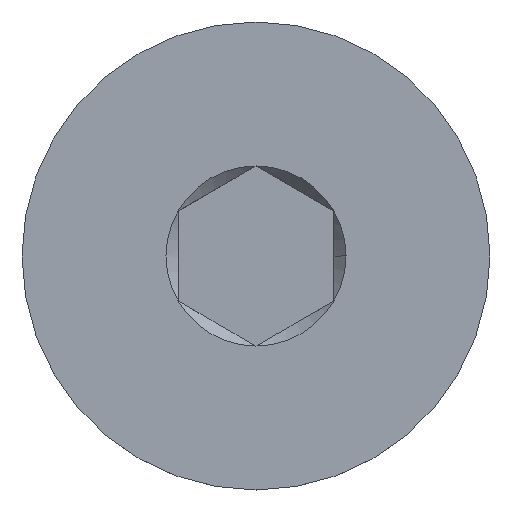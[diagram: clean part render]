
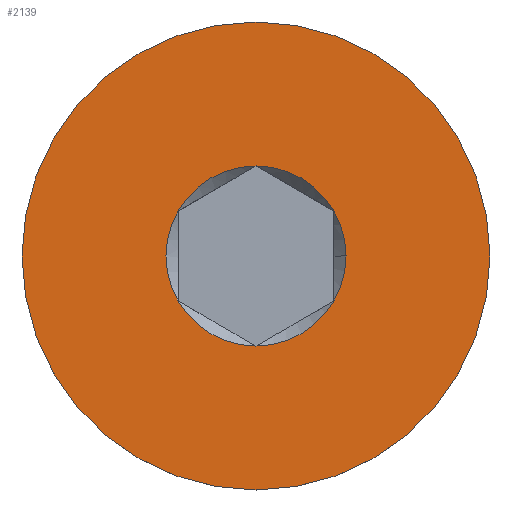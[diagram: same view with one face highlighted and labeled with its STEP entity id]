
A CAD part, top view. The second image highlights one B-rep face of the part: STEP entity #2139.
In plain terms, the highlighted planar face has unit normal (0, 0, 1).
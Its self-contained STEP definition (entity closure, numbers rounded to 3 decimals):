
#38 = AXIS2_PLACEMENT_3D ( 'NONE', #2925, #3750, #4475 ) ;
#127 = VERTEX_POINT ( 'NONE', #4013 ) ;
#128 = EDGE_CURVE ( 'NONE', #2525, #2292, #4786, .T. ) ;
#278 = CARTESIAN_POINT ( 'NONE',  ( 0., -6., 10. ) ) ;
#380 = CARTESIAN_POINT ( 'NONE',  ( 0., 2.309, 10. ) ) ;
#451 = DIRECTION ( 'NONE',  ( 1., 0., 0. ) ) ;
#490 = CARTESIAN_POINT ( 'NONE',  ( 0., -2.309, 10. ) ) ;
#497 = DIRECTION ( 'NONE',  ( 0., 0., 1. ) ) ;
#619 = AXIS2_PLACEMENT_3D ( 'NONE', #4091, #2290, #4489 ) ;
#642 = CIRCLE ( 'NONE', #1357, 2.309 ) ;
#679 = DIRECTION ( 'NONE',  ( 0., 0., 1. ) ) ;
#741 = AXIS2_PLACEMENT_3D ( 'NONE', #1797, #679, #1058 ) ;
#743 = ORIENTED_EDGE ( 'NONE', *, *, #4412, .F. ) ;
#760 = CIRCLE ( 'NONE', #2393, 6. ) ;
#777 = AXIS2_PLACEMENT_3D ( 'NONE', #1293, #2413, #3898 ) ;
#827 = EDGE_LOOP ( 'NONE', ( #3988, #1655, #2913, #743, #4214, #1921, #4381 ) ) ;
#835 = CARTESIAN_POINT ( 'NONE',  ( 0., 0., 10. ) ) ;
#881 = ORIENTED_EDGE ( 'NONE', *, *, #1599, .F. ) ;
#910 = EDGE_CURVE ( 'NONE', #1222, #1832, #4268, .T. ) ;
#921 = DIRECTION ( 'NONE',  ( 1., 0., 0. ) ) ;
#973 = CARTESIAN_POINT ( 'NONE',  ( -2., -1.155, 10. ) ) ;
#1024 = EDGE_CURVE ( 'NONE', #4689, #2354, #2703, .T. ) ;
#1049 = ORIENTED_EDGE ( 'NONE', *, *, #4324, .F. ) ;
#1058 = DIRECTION ( 'NONE',  ( 1., 0., 0. ) ) ;
#1175 = CIRCLE ( 'NONE', #4222, 2.309 ) ;
#1222 = VERTEX_POINT ( 'NONE', #4296 ) ;
#1293 = CARTESIAN_POINT ( 'NONE',  ( 0., 0., 10. ) ) ;
#1357 = AXIS2_PLACEMENT_3D ( 'NONE', #3511, #497, #921 ) ;
#1416 = VERTEX_POINT ( 'NONE', #278 ) ;
#1433 = CARTESIAN_POINT ( 'NONE',  ( -2., 1.155, 10. ) ) ;
#1506 = DIRECTION ( 'NONE',  ( 0., 0., 1. ) ) ;
#1563 = CARTESIAN_POINT ( 'NONE',  ( 0., 0., 10. ) ) ;
#1599 = EDGE_CURVE ( 'NONE', #127, #1416, #3851, .T. ) ;
#1655 = ORIENTED_EDGE ( 'NONE', *, *, #3562, .F. ) ;
#1797 = CARTESIAN_POINT ( 'NONE',  ( 0., 0., 10. ) ) ;
#1832 = VERTEX_POINT ( 'NONE', #3950 ) ;
#1841 = CARTESIAN_POINT ( 'NONE',  ( 0., 0., 10. ) ) ;
#1921 = ORIENTED_EDGE ( 'NONE', *, *, #2108, .F. ) ;
#2056 = CIRCLE ( 'NONE', #38, 2.309 ) ;
#2108 = EDGE_CURVE ( 'NONE', #2752, #4689, #2056, .T. ) ;
#2139 = ADVANCED_FACE ( 'NONE', ( #2285, #3737 ), #3021, .T. ) ;
#2246 = DIRECTION ( 'NONE',  ( 0., 0., -1. ) ) ;
#2285 = FACE_BOUND ( 'NONE', #827, .T. ) ;
#2290 = DIRECTION ( 'NONE',  ( 0., 0., 1. ) ) ;
#2292 = VERTEX_POINT ( 'NONE', #380 ) ;
#2332 = DIRECTION ( 'NONE',  ( 0., 1., 0. ) ) ;
#2354 = VERTEX_POINT ( 'NONE', #490 ) ;
#2393 = AXIS2_PLACEMENT_3D ( 'NONE', #835, #4146, #2332 ) ;
#2413 = DIRECTION ( 'NONE',  ( 0., 0., 1. ) ) ;
#2466 = EDGE_LOOP ( 'NONE', ( #881, #1049 ) ) ;
#2525 = VERTEX_POINT ( 'NONE', #3482 ) ;
#2703 = CIRCLE ( 'NONE', #777, 2.309 ) ;
#2752 = VERTEX_POINT ( 'NONE', #1433 ) ;
#2891 = AXIS2_PLACEMENT_3D ( 'NONE', #4090, #2246, #3019 ) ;
#2911 = AXIS2_PLACEMENT_3D ( 'NONE', #1563, #4202, #451 ) ;
#2913 = ORIENTED_EDGE ( 'NONE', *, *, #910, .F. ) ;
#2925 = CARTESIAN_POINT ( 'NONE',  ( 0., 0., 10. ) ) ;
#3019 = DIRECTION ( 'NONE',  ( 0., 1., 0. ) ) ;
#3021 = PLANE ( 'NONE',  #619 ) ;
#3359 = DIRECTION ( 'NONE',  ( 1., 0., 0. ) ) ;
#3482 = CARTESIAN_POINT ( 'NONE',  ( 2., 1.155, 10. ) ) ;
#3511 = CARTESIAN_POINT ( 'NONE',  ( 0., 0., 10. ) ) ;
#3562 = EDGE_CURVE ( 'NONE', #1832, #2525, #3746, .T. ) ;
#3684 = EDGE_CURVE ( 'NONE', #2292, #2752, #1175, .T. ) ;
#3737 = FACE_OUTER_BOUND ( 'NONE', #2466, .T. ) ;
#3746 = CIRCLE ( 'NONE', #4108, 2.309 ) ;
#3750 = DIRECTION ( 'NONE',  ( 0., 0., 1. ) ) ;
#3784 = CARTESIAN_POINT ( 'NONE',  ( 0., 0., 10. ) ) ;
#3851 = CIRCLE ( 'NONE', #2891, 6. ) ;
#3898 = DIRECTION ( 'NONE',  ( 1., 0., 0. ) ) ;
#3950 = CARTESIAN_POINT ( 'NONE',  ( 2.309, 0., 10. ) ) ;
#3988 = ORIENTED_EDGE ( 'NONE', *, *, #128, .F. ) ;
#4013 = CARTESIAN_POINT ( 'NONE',  ( 0., 6., 10. ) ) ;
#4090 = CARTESIAN_POINT ( 'NONE',  ( 0., 0., 10. ) ) ;
#4091 = CARTESIAN_POINT ( 'NONE',  ( 0., 0., 10. ) ) ;
#4108 = AXIS2_PLACEMENT_3D ( 'NONE', #1841, #1506, #3359 ) ;
#4146 = DIRECTION ( 'NONE',  ( 0., 0., -1. ) ) ;
#4202 = DIRECTION ( 'NONE',  ( 0., 0., 1. ) ) ;
#4214 = ORIENTED_EDGE ( 'NONE', *, *, #1024, .F. ) ;
#4222 = AXIS2_PLACEMENT_3D ( 'NONE', #3784, #4556, #4591 ) ;
#4268 = CIRCLE ( 'NONE', #2911, 2.309 ) ;
#4296 = CARTESIAN_POINT ( 'NONE',  ( 2., -1.155, 10. ) ) ;
#4324 = EDGE_CURVE ( 'NONE', #1416, #127, #760, .T. ) ;
#4381 = ORIENTED_EDGE ( 'NONE', *, *, #3684, .F. ) ;
#4412 = EDGE_CURVE ( 'NONE', #2354, #1222, #642, .T. ) ;
#4475 = DIRECTION ( 'NONE',  ( 1., 0., 0. ) ) ;
#4489 = DIRECTION ( 'NONE',  ( 0., -1., 0. ) ) ;
#4556 = DIRECTION ( 'NONE',  ( 0., 0., 1. ) ) ;
#4591 = DIRECTION ( 'NONE',  ( 1., 0., 0. ) ) ;
#4689 = VERTEX_POINT ( 'NONE', #973 ) ;
#4786 = CIRCLE ( 'NONE', #741, 2.309 ) ;
